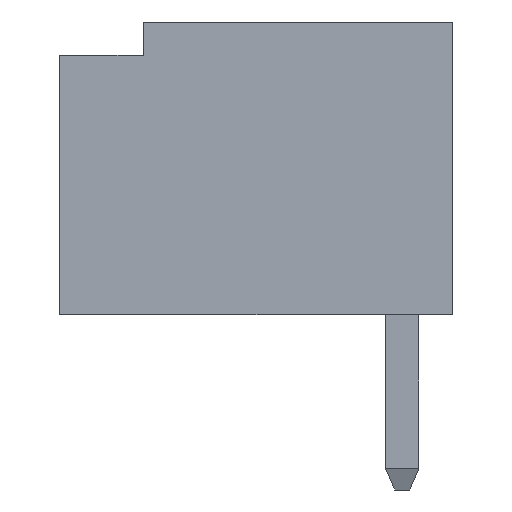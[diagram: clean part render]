
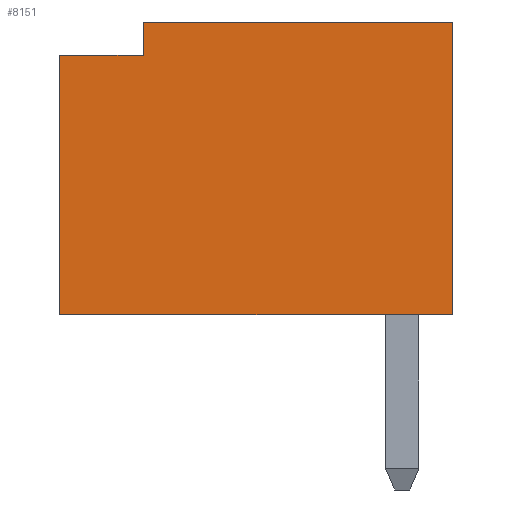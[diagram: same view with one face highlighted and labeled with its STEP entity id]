
A CAD part, left-side view. The second image highlights one B-rep face of the part: STEP entity #8151.
In plain terms, the highlighted planar face has unit normal (-1, 0, 0).
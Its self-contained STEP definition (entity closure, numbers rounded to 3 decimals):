
#5=DIRECTION('',(0.,0.,1.));
#6=VECTOR('',#5,3.5);
#7=CARTESIAN_POINT('',(-9.625,0.,-1.75));
#8=LINE('',#7,#6);
#57=DIRECTION('',(0.,1.,0.));
#58=VECTOR('',#57,3.7);
#59=CARTESIAN_POINT('',(-9.625,0.,1.75));
#60=LINE('',#59,#58);
#641=DIRECTION('',(0.,0.,1.));
#642=VECTOR('',#641,3.1);
#643=CARTESIAN_POINT('',(-9.625,4.7,-1.75));
#644=LINE('',#643,#642);
#1117=DIRECTION('',(0.,-1.,0.));
#1118=VECTOR('',#1117,1.);
#1119=CARTESIAN_POINT('',(-9.625,4.7,1.35));
#1120=LINE('',#1119,#1118);
#1121=DIRECTION('',(0.,0.,-1.));
#1122=VECTOR('',#1121,0.4);
#1123=CARTESIAN_POINT('',(-9.625,3.7,1.75));
#1124=LINE('',#1123,#1122);
#1125=DIRECTION('',(0.,1.,0.));
#1126=VECTOR('',#1125,4.7);
#1127=CARTESIAN_POINT('',(-9.625,0.,-1.75));
#1128=LINE('',#1127,#1126);
#5361=CARTESIAN_POINT('',(-9.625,0.,-1.75));
#5362=CARTESIAN_POINT('',(-9.625,0.,1.75));
#5363=VERTEX_POINT('',#5361);
#5364=VERTEX_POINT('',#5362);
#5383=CARTESIAN_POINT('',(-9.625,4.7,-1.75));
#5384=VERTEX_POINT('',#5383);
#5409=CARTESIAN_POINT('',(-9.625,4.7,1.35));
#5410=CARTESIAN_POINT('',(-9.625,3.7,1.35));
#5411=VERTEX_POINT('',#5409);
#5412=VERTEX_POINT('',#5410);
#5413=CARTESIAN_POINT('',(-9.625,3.7,1.75));
#5414=VERTEX_POINT('',#5413);
#8137=CARTESIAN_POINT('',(-9.625,0.,-1.75));
#8138=DIRECTION('',(-1.,0.,0.));
#8139=DIRECTION('',(0.,0.,1.));
#8140=AXIS2_PLACEMENT_3D('',#8137,#8138,#8139);
#8141=PLANE('',#8140);
#8142=ORIENTED_EDGE('',*,*,#8024,.T.);
#8143=ORIENTED_EDGE('',*,*,#8127,.F.);
#8144=ORIENTED_EDGE('',*,*,#7085,.F.);
#8145=ORIENTED_EDGE('',*,*,#7028,.F.);
#8147=ORIENTED_EDGE('',*,*,#8146,.T.);
#8148=ORIENTED_EDGE('',*,*,#7663,.T.);
#8149=EDGE_LOOP('',(#8142,#8143,#8144,#8145,#8147,#8148));
#8150=FACE_OUTER_BOUND('',#8149,.F.);
#7028=EDGE_CURVE('',#5363,#5364,#8,.T.);
#7085=EDGE_CURVE('',#5364,#5414,#60,.T.);
#7663=EDGE_CURVE('',#5384,#5411,#644,.T.);
#8024=EDGE_CURVE('',#5411,#5412,#1120,.T.);
#8127=EDGE_CURVE('',#5414,#5412,#1124,.T.);
#8146=EDGE_CURVE('',#5363,#5384,#1128,.T.);
#8151=ADVANCED_FACE('',(#8150),#8141,.T.);
